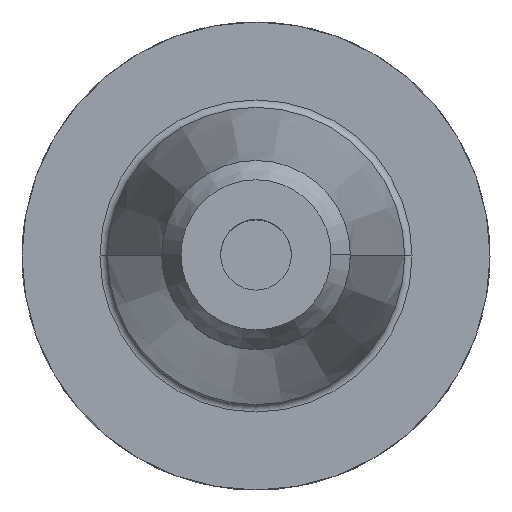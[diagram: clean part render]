
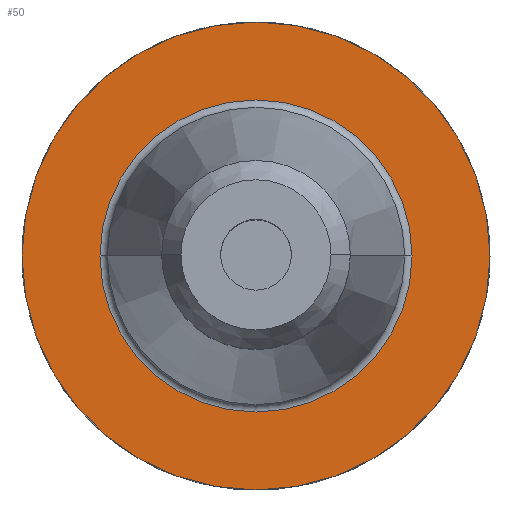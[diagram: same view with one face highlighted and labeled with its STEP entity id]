
A CAD part, top view. The second image highlights one B-rep face of the part: STEP entity #50.
In plain terms, the highlighted planar face has unit normal (0, 0, 1).
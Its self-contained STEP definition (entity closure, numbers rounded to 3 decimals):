
#20 = VERTEX_POINT ( 'NONE', #576 ) ;
#34 = CIRCLE ( 'NONE', #843, 31.5 ) ;
#42 = AXIS2_PLACEMENT_3D ( 'NONE', #1600, #1615, #1625 ) ;
#50 = ADVANCED_FACE ( 'NONE', ( #1129, #1516 ), #276, .F. ) ;
#135 = DIRECTION ( 'NONE',  ( -1., 0., 0. ) ) ;
#157 = CARTESIAN_POINT ( 'NONE',  ( 31.5, 0., 27. ) ) ;
#158 = DIRECTION ( 'NONE',  ( -1., 0., 0. ) ) ;
#235 = AXIS2_PLACEMENT_3D ( 'NONE', #392, #760, #135 ) ;
#268 = DIRECTION ( 'NONE',  ( 0., 0., -1. ) ) ;
#276 = PLANE ( 'NONE',  #1384 ) ;
#392 = CARTESIAN_POINT ( 'NONE',  ( 0., 0., 27. ) ) ;
#451 = ORIENTED_EDGE ( 'NONE', *, *, #1358, .F. ) ;
#517 = CARTESIAN_POINT ( 'NONE',  ( 0., 31.5, 27. ) ) ;
#533 = ORIENTED_EDGE ( 'NONE', *, *, #837, .T. ) ;
#567 = CIRCLE ( 'NONE', #42, 21.002 ) ;
#576 = CARTESIAN_POINT ( 'NONE',  ( -21.002, 0., 27. ) ) ;
#615 = CARTESIAN_POINT ( 'NONE',  ( -31.5, 0., 27. ) ) ;
#625 = AXIS2_PLACEMENT_3D ( 'NONE', #1100, #1112, #699 ) ;
#635 = VERTEX_POINT ( 'NONE', #1559 ) ;
#637 = VERTEX_POINT ( 'NONE', #157 ) ;
#686 = VERTEX_POINT ( 'NONE', #615 ) ;
#699 = DIRECTION ( 'NONE',  ( -1., 0., 0. ) ) ;
#713 = EDGE_LOOP ( 'NONE', ( #1277, #451 ) ) ;
#731 = EDGE_CURVE ( 'NONE', #686, #637, #34, .T. ) ;
#760 = DIRECTION ( 'NONE',  ( 0., 0., -1. ) ) ;
#837 = EDGE_CURVE ( 'NONE', #635, #20, #1550, .T. ) ;
#843 = AXIS2_PLACEMENT_3D ( 'NONE', #867, #860, #897 ) ;
#860 = DIRECTION ( 'NONE',  ( 0., 0., -1. ) ) ;
#867 = CARTESIAN_POINT ( 'NONE',  ( 0., 0., 27. ) ) ;
#897 = DIRECTION ( 'NONE',  ( -1., 0., 0. ) ) ;
#974 = EDGE_LOOP ( 'NONE', ( #1232, #533 ) ) ;
#1013 = CIRCLE ( 'NONE', #625, 31.5 ) ;
#1100 = CARTESIAN_POINT ( 'NONE',  ( 0., 0., 27. ) ) ;
#1112 = DIRECTION ( 'NONE',  ( 0., 0., -1. ) ) ;
#1129 = FACE_BOUND ( 'NONE', #974, .T. ) ;
#1228 = EDGE_CURVE ( 'NONE', #20, #635, #567, .T. ) ;
#1232 = ORIENTED_EDGE ( 'NONE', *, *, #1228, .T. ) ;
#1277 = ORIENTED_EDGE ( 'NONE', *, *, #731, .F. ) ;
#1358 = EDGE_CURVE ( 'NONE', #637, #686, #1013, .T. ) ;
#1384 = AXIS2_PLACEMENT_3D ( 'NONE', #517, #268, #158 ) ;
#1516 = FACE_OUTER_BOUND ( 'NONE', #713, .T. ) ;
#1550 = CIRCLE ( 'NONE', #235, 21.002 ) ;
#1559 = CARTESIAN_POINT ( 'NONE',  ( 21.002, 0., 27. ) ) ;
#1600 = CARTESIAN_POINT ( 'NONE',  ( 0., 0., 27. ) ) ;
#1615 = DIRECTION ( 'NONE',  ( 0., 0., -1. ) ) ;
#1625 = DIRECTION ( 'NONE',  ( -1., 0., 0. ) ) ;
